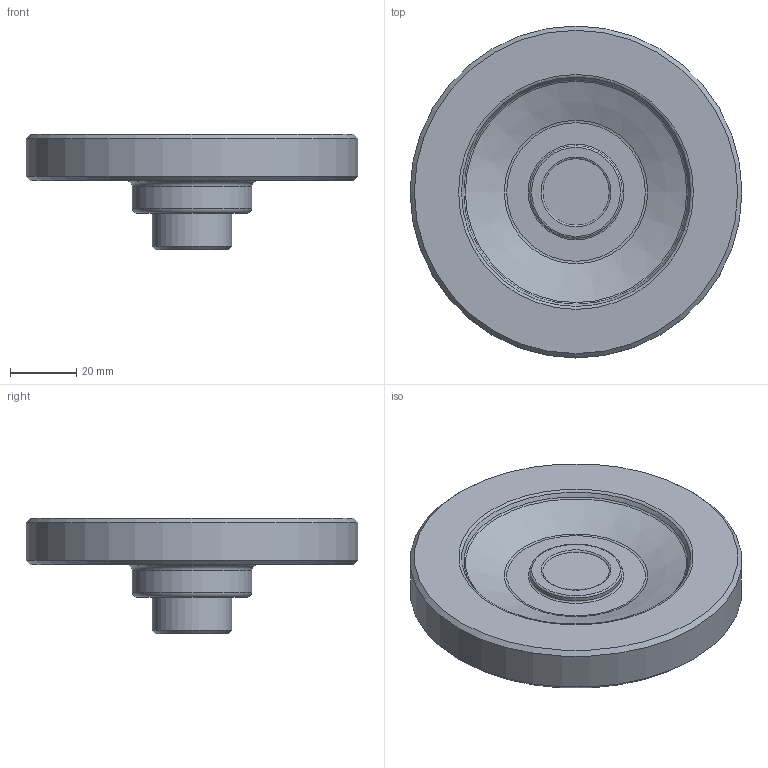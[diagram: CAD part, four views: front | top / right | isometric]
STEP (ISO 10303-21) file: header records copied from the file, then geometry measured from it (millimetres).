
FILE_DESCRIPTION( ( 'Unknown' ), '1' );
FILE_NAME( '7101005_VPR100.stp', 'Unknown', ( 'Unknown' ), ( 'Unknown' ), 'PSStep 10.0', 'Unknown', ' ' );
FILE_SCHEMA( ( 'automotive_design' ) );
Length unit declared in the file: millimetre
Products named in the file (1): 7101005
Bounding box: 100 x 100 x 34.8 mm (x, y, z)
Volume: 92378.6 mm3; surface area: 24092.9 mm2
Topology: 1 solids, 2 shells, 60 faces, 132 edges, 75 vertices
Faces by surface type: bspline 18, torus 14, cone 12, cylinder 9, plane 7
Full cylindrical faces by diameter (mm): 4 x1, 20 x1, 24 x1, 26 x1, 27.8 x1, 36 x1, 100 x1
Entity records: 4232 total; most frequent: CARTESIAN_POINT 2700, DIRECTION 202, ORIENTED_EDGE 188, AXIS2_PLACEMENT_3D 101, EDGE_CURVE 94, EDGE_LOOP 90, FACE_OUTER_BOUND 75, VERTEX_POINT 67
